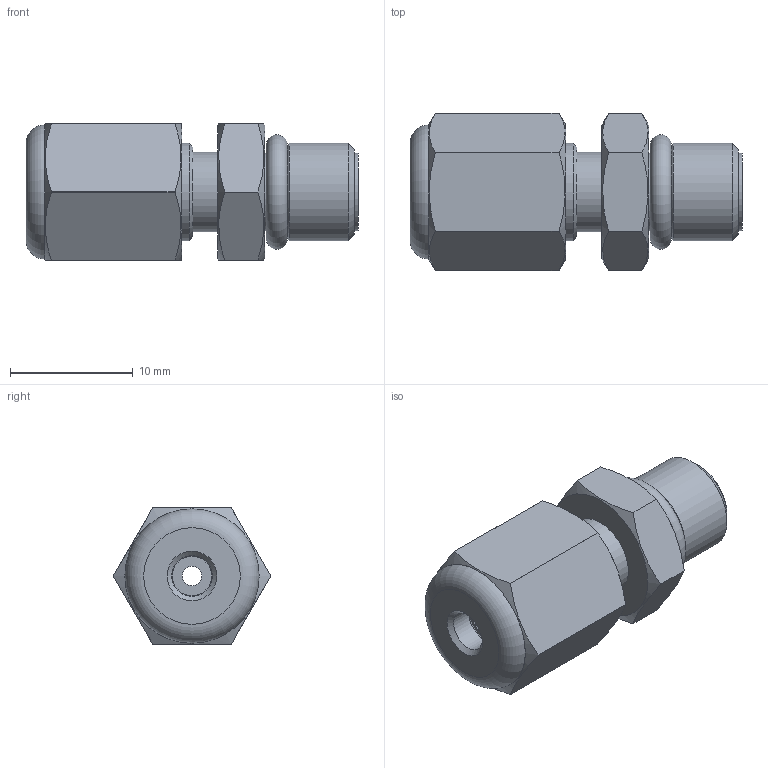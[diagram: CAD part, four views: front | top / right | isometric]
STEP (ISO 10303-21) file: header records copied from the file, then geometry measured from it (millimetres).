
FILE_DESCRIPTION((''),'2;1');
FILE_NAME('305196-EAOR22 Nut adapter.stp','2013-08-21T12:55:24',('Franzp'),(''),'Autodesk Inventor 2013','Autodesk Inventor 2013','');
FILE_SCHEMA(('AUTOMOTIVE_DESIGN { 1 0 10303 214 1 1 1 1 }'));
Length unit declared in the file: millimetre
Products named in the file (1): 305196_Shrinkwrap_1
Bounding box: 27.09 x 12.83 x 11.11 mm (x, y, z)
Surface area: 1580.7 mm2 (no closed solid volume)
Topology: 0 solids, 6 shells, 42 faces, 110 edges, 72 vertices
Faces by surface type: plane 22, cone 11, cylinder 7, torus 2
Full cylindrical faces by diameter (mm): 1.575 x1, 3.3 x1, 6.35 x2, 6.46 x1, 7.938 x2
Entity records: 1248 total; most frequent: CARTESIAN_POINT 248, DIRECTION 196, ORIENTED_EDGE 142, AXIS2_PLACEMENT_3D 89, EDGE_CURVE 88, EDGE_LOOP 71, VERTEX_POINT 69, CIRCLE 46
